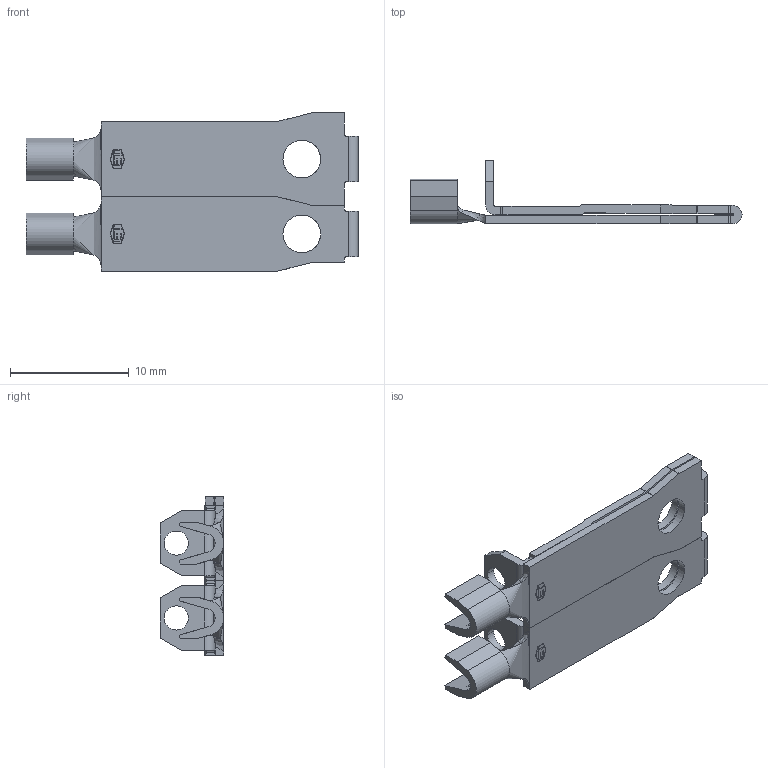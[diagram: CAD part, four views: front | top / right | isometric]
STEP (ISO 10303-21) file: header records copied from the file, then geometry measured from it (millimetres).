
FILE_DESCRIPTION (( 'STEP AP203' ), '1' );
FILE_NAME ('09911.STEP', '2015-01-20T13:09:15', ( '' ), ( '' ), 'SwSTEP 2.0', 'SolidWorks 2014', '' );
FILE_SCHEMA (( 'CONFIG_CONTROL_DESIGN' ));
Length unit declared in the file: inch
Products named in the file (3): SPL817Fnarrow; SPL817Fwide; 09911
Assembly tree (2 placements, depth 2):
  09911
    SPL817Fnarrow
    SPL817Fwide
Bounding box: 27.94 x 5.33 x 13.36 mm (x, y, z)
Volume: 426.2 mm3; surface area: 1431.8 mm2
Topology: 2 solids, 2 shells, 332 faces, 880 edges, 560 vertices
Faces by surface type: plane 232, cylinder 68, bspline 16, cone 16
Entity records: 10891 total; most frequent: CARTESIAN_POINT 2453, ORIENTED_EDGE 1760, DIRECTION 1578, EDGE_CURVE 880, VECTOR 704, LINE 704, VERTEX_POINT 560, AXIS2_PLACEMENT_3D 437
